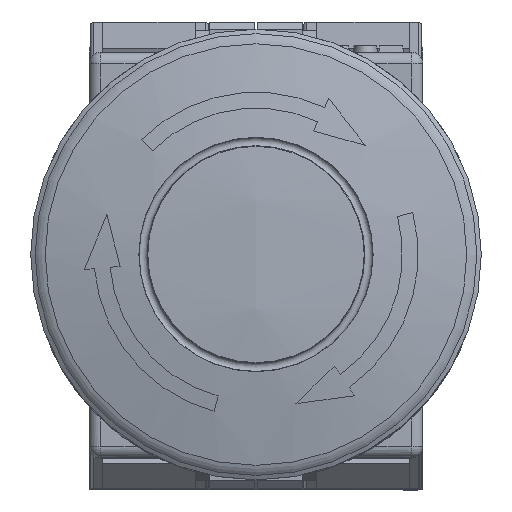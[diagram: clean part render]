
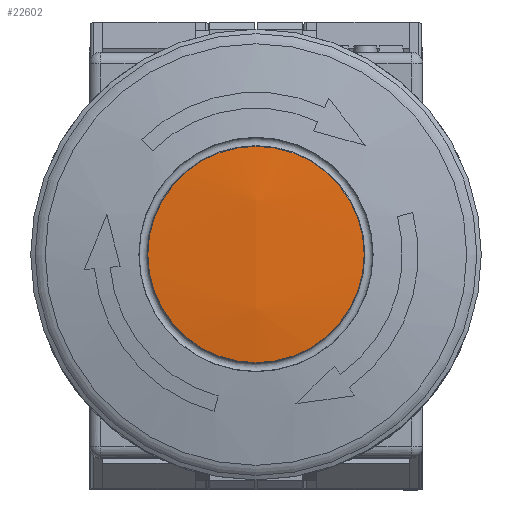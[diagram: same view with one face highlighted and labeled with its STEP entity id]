
A CAD part, top view. The second image highlights one B-rep face of the part: STEP entity #22602.
In plain terms, the highlighted spherical face has radius 80 mm.
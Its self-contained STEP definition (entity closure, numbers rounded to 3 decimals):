
#356 = AXIS2_PLACEMENT_3D ( 'NONE', #19412, #3319, #10484 ) ;
#2937 = DIRECTION ( 'NONE',  ( 0., 0., -1. ) ) ;
#3319 = DIRECTION ( 'NONE',  ( -0.993, 0., 0.122 ) ) ;
#7460 = VERTEX_POINT ( 'NONE', #14616 ) ;
#8577 = EDGE_LOOP ( 'NONE', ( #9760 ) ) ;
#8867 = DIRECTION ( 'NONE',  ( -1., 0., 0. ) ) ;
#9087 = EDGE_CURVE ( 'NONE', #7460, #7460, #19579, .T. ) ;
#9473 = AXIS2_PLACEMENT_3D ( 'NONE', #19027, #2937, #8867 ) ;
#9760 = ORIENTED_EDGE ( 'NONE', *, *, #9087, .F. ) ;
#10484 = DIRECTION ( 'NONE',  ( 0.122, 0., 0.993 ) ) ;
#12250 = SPHERICAL_SURFACE ( 'NONE', #356, 80. ) ;
#14003 = FACE_OUTER_BOUND ( 'NONE', #8577, .T. ) ;
#14616 = CARTESIAN_POINT ( 'NONE',  ( -9.603, 0., 47.522 ) ) ;
#19027 = CARTESIAN_POINT ( 'NONE',  ( 0., 0., 47.522 ) ) ;
#19412 = CARTESIAN_POINT ( 'NONE',  ( 0., 0., -31.9 ) ) ;
#19579 = CIRCLE ( 'NONE', #9473, 9.603 ) ;
#22602 = ADVANCED_FACE ( 'NONE', ( #14003 ), #12250, .T. ) ;
